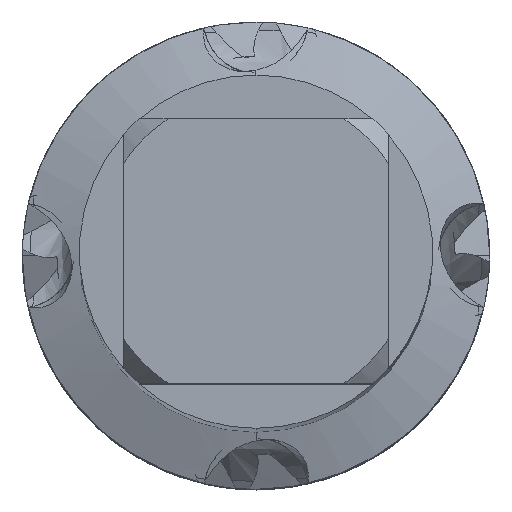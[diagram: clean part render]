
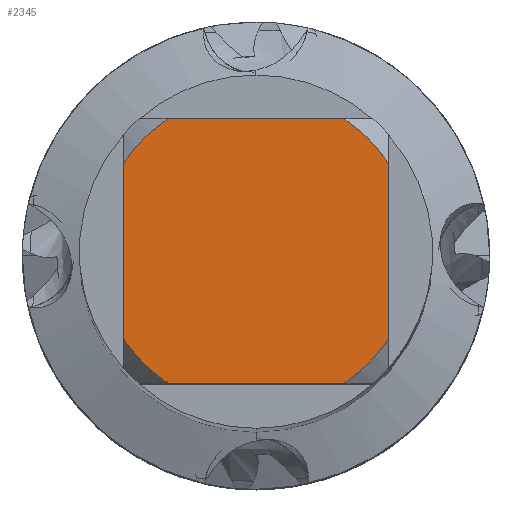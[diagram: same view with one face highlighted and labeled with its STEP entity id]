
A CAD part, top view. The second image highlights one B-rep face of the part: STEP entity #2345.
In plain terms, the highlighted planar face has unit normal (0, 0, 1).
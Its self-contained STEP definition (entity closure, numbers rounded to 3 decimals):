
#2345=ADVANCED_FACE('',(#6536),#6537,.T.);
#2567=EDGE_CURVE('',#4093,#3135,#6776,.T.);
#3135=VERTEX_POINT('',#7401);
#3353=EDGE_CURVE('',#3431,#3797,#7640,.T.);
#3397=VERTEX_POINT('',#7689);
#3431=VERTEX_POINT('',#7724);
#3545=EDGE_CURVE('',#4171,#3397,#7850,.T.);
#3593=EDGE_CURVE('',#5425,#3135,#7901,.T.);
#3797=VERTEX_POINT('',#8119);
#4093=VERTEX_POINT('',#8443);
#4133=EDGE_CURVE('',#5425,#3397,#8485,.T.);
#4171=VERTEX_POINT('',#8526);
#4207=EDGE_CURVE('',#4171,#3797,#8565,.T.);
#5321=EDGE_CURVE('',#3431,#5573,#9779,.T.);
#5425=VERTEX_POINT('',#9888);
#5573=VERTEX_POINT('',#10041);
#6019=EDGE_CURVE('',#4093,#5573,#10529,.T.);
#6536=FACE_OUTER_BOUND('',#11903,.T.);
#6537=PLANE('',#11904);
#6776=CIRCLE('',#13044,5.4);
#7401=CARTESIAN_POINT('',(2.985,-4.5,0.0));
#7640=LINE('',#17258,#17259);
#7689=CARTESIAN_POINT('',(-4.5,-2.985,0.0));
#7724=CARTESIAN_POINT('',(2.985,4.5,0.0));
#7850=LINE('',#18821,#18822);
#7901=LINE('',#19006,#19007);
#8119=CARTESIAN_POINT('',(-2.985,4.5,0.0));
#8443=CARTESIAN_POINT('',(4.5,-2.985,0.0));
#8485=CIRCLE('',#21389,5.4);
#8526=CARTESIAN_POINT('',(-4.5,2.985,0.0));
#8565=CIRCLE('',#21925,5.4);
#9779=CIRCLE('',#28225,5.4);
#9888=CARTESIAN_POINT('',(-2.985,-4.5,0.0));
#10041=CARTESIAN_POINT('',(4.5,2.985,0.0));
#10529=LINE('',#32456,#32457);
#11903=EDGE_LOOP('',(#33686,#33687,#33688,#33689,#33690,#33691,#33692,#33693));
#11904=AXIS2_PLACEMENT_3D('',#33694,#33695,#33696);
#13044=AXIS2_PLACEMENT_3D('',#33888,#33889,#33890);
#17258=CARTESIAN_POINT('',(0.0,4.5,0.0));
#17259=VECTOR('',#34768,1.0);
#18821=CARTESIAN_POINT('',(-4.5,1.35,0.0));
#18822=VECTOR('',#35028,1.0);
#19006=CARTESIAN_POINT('',(0.0,-4.5,0.0));
#19007=VECTOR('',#35061,1.0);
#21389=AXIS2_PLACEMENT_3D('',#35576,#35577,#35578);
#21925=AXIS2_PLACEMENT_3D('',#35719,#35720,#35721);
#28225=AXIS2_PLACEMENT_3D('',#36917,#36918,#36919);
#32456=CARTESIAN_POINT('',(4.5,1.35,0.0));
#32457=VECTOR('',#37592,1.0);
#33686=ORIENTED_EDGE('',*,*,#3545,.T.);
#33687=ORIENTED_EDGE('',*,*,#4133,.F.);
#33688=ORIENTED_EDGE('',*,*,#3593,.T.);
#33689=ORIENTED_EDGE('',*,*,#2567,.F.);
#33690=ORIENTED_EDGE('',*,*,#6019,.T.);
#33691=ORIENTED_EDGE('',*,*,#5321,.F.);
#33692=ORIENTED_EDGE('',*,*,#3353,.T.);
#33693=ORIENTED_EDGE('',*,*,#4207,.F.);
#33694=CARTESIAN_POINT('',(0.0,2.7,0.0));
#33695=DIRECTION('',(-0.0,0.0,1.0));
#33696=DIRECTION('',(0.0,-1.0,0.0));
#33888=CARTESIAN_POINT('',(0.0,0.0,0.0));
#33889=DIRECTION('',(0.0,0.0,-1.0));
#33890=DIRECTION('',(0.0,1.0,0.0));
#34768=DIRECTION('',(-1.0,0.0,0.0));
#35028=DIRECTION('',(-0.0,-1.0,0.0));
#35061=DIRECTION('',(1.0,0.0,0.0));
#35576=CARTESIAN_POINT('',(0.0,0.0,0.0));
#35577=DIRECTION('',(0.0,0.0,-1.0));
#35578=DIRECTION('',(0.0,1.0,0.0));
#35719=CARTESIAN_POINT('',(0.0,0.0,0.0));
#35720=DIRECTION('',(0.0,0.0,-1.0));
#35721=DIRECTION('',(0.0,1.0,0.0));
#36917=CARTESIAN_POINT('',(0.0,0.0,0.0));
#36918=DIRECTION('',(0.0,0.0,-1.0));
#36919=DIRECTION('',(0.0,1.0,0.0));
#37592=DIRECTION('',(-0.0,1.0,0.0));
